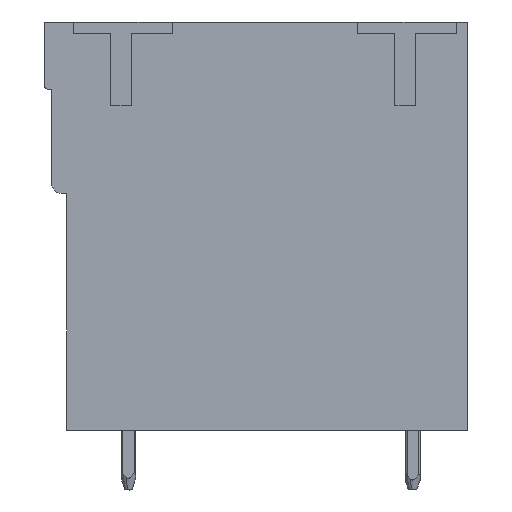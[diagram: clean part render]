
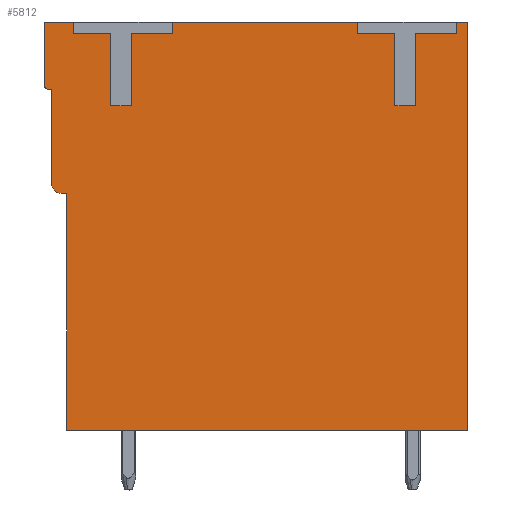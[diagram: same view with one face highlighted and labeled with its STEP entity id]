
A CAD part, left-side view. The second image highlights one B-rep face of the part: STEP entity #5812.
In plain terms, the highlighted planar face has unit normal (-1, 0, 0).
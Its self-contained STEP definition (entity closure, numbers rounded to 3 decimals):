
#5641=AXIS2_PLACEMENT_3D('Plane Axis2P3D',#5638,#5639,#5640) ;
#5699=AXIS2_PLACEMENT_3D('Circle Axis2P3D',#5697,#5698,$) ;
#5720=AXIS2_PLACEMENT_3D('Circle Axis2P3D',#5718,#5719,$) ;
#913=CARTESIAN_POINT('Vertex',(0.3,0.,3.2)) ;
#916=CARTESIAN_POINT('Line Origine',(0.3,10.75,3.2)) ;
#920=CARTESIAN_POINT('Vertex',(0.3,21.5,3.2)) ;
#2437=CARTESIAN_POINT('Vertex',(0.3,15.84,25.1)) ;
#2442=CARTESIAN_POINT('Line Origine',(0.3,10.87,25.1)) ;
#2446=CARTESIAN_POINT('Vertex',(0.3,5.9,25.1)) ;
#2467=CARTESIAN_POINT('Vertex',(0.3,0.6,25.1)) ;
#2470=CARTESIAN_POINT('Line Origine',(0.3,0.3,25.1)) ;
#2474=CARTESIAN_POINT('Vertex',(0.3,0.,25.1)) ;
#2551=CARTESIAN_POINT('Vertex',(0.3,22.7,25.1)) ;
#2554=CARTESIAN_POINT('Line Origine',(0.3,21.92,25.1)) ;
#2558=CARTESIAN_POINT('Vertex',(0.3,21.14,25.1)) ;
#4965=CARTESIAN_POINT('Line Origine',(0.3,0.,14.15)) ;
#5638=CARTESIAN_POINT('Axis2P3D Location',(0.3,0.,0.)) ;
#5643=CARTESIAN_POINT('Line Origine',(0.3,15.84,24.8)) ;
#5647=CARTESIAN_POINT('Vertex',(0.3,15.84,24.5)) ;
#5650=CARTESIAN_POINT('Line Origine',(0.3,16.94,24.5)) ;
#5654=CARTESIAN_POINT('Vertex',(0.3,18.04,24.5)) ;
#5657=CARTESIAN_POINT('Line Origine',(0.3,18.04,22.55)) ;
#5661=CARTESIAN_POINT('Vertex',(0.3,18.04,20.6)) ;
#5664=CARTESIAN_POINT('Line Origine',(0.3,18.59,20.6)) ;
#5668=CARTESIAN_POINT('Vertex',(0.3,19.14,20.6)) ;
#5671=CARTESIAN_POINT('Line Origine',(0.3,19.14,22.55)) ;
#5675=CARTESIAN_POINT('Vertex',(0.3,19.14,24.5)) ;
#5678=CARTESIAN_POINT('Line Origine',(0.3,20.14,24.5)) ;
#5682=CARTESIAN_POINT('Vertex',(0.3,21.14,24.5)) ;
#5685=CARTESIAN_POINT('Line Origine',(0.3,21.14,24.8)) ;
#5690=CARTESIAN_POINT('Line Origine',(0.3,22.7,23.4)) ;
#5694=CARTESIAN_POINT('Vertex',(0.3,22.7,21.7)) ;
#5697=CARTESIAN_POINT('Axis2P3D Location',(0.3,22.5,21.7)) ;
#5701=CARTESIAN_POINT('Vertex',(0.3,22.5,21.5)) ;
#5704=CARTESIAN_POINT('Line Origine',(0.3,22.4,21.5)) ;
#5708=CARTESIAN_POINT('Vertex',(0.3,22.3,21.5)) ;
#5711=CARTESIAN_POINT('Line Origine',(0.3,22.3,18.95)) ;
#5715=CARTESIAN_POINT('Vertex',(0.3,22.3,16.4)) ;
#5718=CARTESIAN_POINT('Axis2P3D Location',(0.3,21.8,16.4)) ;
#5722=CARTESIAN_POINT('Vertex',(0.3,21.8,15.9)) ;
#5725=CARTESIAN_POINT('Line Origine',(0.3,21.65,15.9)) ;
#5729=CARTESIAN_POINT('Vertex',(0.3,21.5,15.9)) ;
#5732=CARTESIAN_POINT('Line Origine',(0.3,21.5,9.55)) ;
#5737=CARTESIAN_POINT('Line Origine',(0.3,0.6,24.8)) ;
#5741=CARTESIAN_POINT('Vertex',(0.3,0.6,24.5)) ;
#5744=CARTESIAN_POINT('Line Origine',(0.3,1.7,24.5)) ;
#5748=CARTESIAN_POINT('Vertex',(0.3,2.8,24.5)) ;
#5751=CARTESIAN_POINT('Line Origine',(0.3,2.8,22.55)) ;
#5755=CARTESIAN_POINT('Vertex',(0.3,2.8,20.6)) ;
#5758=CARTESIAN_POINT('Line Origine',(0.3,3.35,20.6)) ;
#5762=CARTESIAN_POINT('Vertex',(0.3,3.9,20.6)) ;
#5765=CARTESIAN_POINT('Line Origine',(0.3,3.9,22.55)) ;
#5769=CARTESIAN_POINT('Vertex',(0.3,3.9,24.5)) ;
#5772=CARTESIAN_POINT('Line Origine',(0.3,4.9,24.5)) ;
#5776=CARTESIAN_POINT('Vertex',(0.3,5.9,24.5)) ;
#5779=CARTESIAN_POINT('Line Origine',(0.3,5.9,24.8)) ;
#917=DIRECTION('Vector Direction',(0.,1.,0.)) ;
#2443=DIRECTION('Vector Direction',(0.,-1.,0.)) ;
#2471=DIRECTION('Vector Direction',(0.,-1.,0.)) ;
#2555=DIRECTION('Vector Direction',(0.,-1.,0.)) ;
#4966=DIRECTION('Vector Direction',(0.,0.,-1.)) ;
#5639=DIRECTION('Axis2P3D Direction',(-1.,0.,0.)) ;
#5640=DIRECTION('Axis2P3D XDirection',(0.,0.,1.)) ;
#5644=DIRECTION('Vector Direction',(0.,0.,-1.)) ;
#5651=DIRECTION('Vector Direction',(0.,1.,0.)) ;
#5658=DIRECTION('Vector Direction',(0.,0.,-1.)) ;
#5665=DIRECTION('Vector Direction',(0.,1.,0.)) ;
#5672=DIRECTION('Vector Direction',(0.,0.,1.)) ;
#5679=DIRECTION('Vector Direction',(0.,1.,0.)) ;
#5686=DIRECTION('Vector Direction',(0.,0.,1.)) ;
#5691=DIRECTION('Vector Direction',(0.,0.,1.)) ;
#5698=DIRECTION('Axis2P3D Direction',(-1.,0.,0.)) ;
#5705=DIRECTION('Vector Direction',(0.,1.,0.)) ;
#5712=DIRECTION('Vector Direction',(0.,0.,1.)) ;
#5719=DIRECTION('Axis2P3D Direction',(-1.,0.,0.)) ;
#5726=DIRECTION('Vector Direction',(0.,1.,0.)) ;
#5733=DIRECTION('Vector Direction',(0.,0.,1.)) ;
#5738=DIRECTION('Vector Direction',(0.,0.,-1.)) ;
#5745=DIRECTION('Vector Direction',(0.,1.,0.)) ;
#5752=DIRECTION('Vector Direction',(0.,0.,-1.)) ;
#5759=DIRECTION('Vector Direction',(0.,1.,0.)) ;
#5766=DIRECTION('Vector Direction',(0.,0.,1.)) ;
#5773=DIRECTION('Vector Direction',(0.,1.,0.)) ;
#5780=DIRECTION('Vector Direction',(0.,0.,1.)) ;
#918=VECTOR('Line Direction',#917,1.) ;
#2444=VECTOR('Line Direction',#2443,1.) ;
#2472=VECTOR('Line Direction',#2471,1.) ;
#2556=VECTOR('Line Direction',#2555,1.) ;
#4967=VECTOR('Line Direction',#4966,1.) ;
#5645=VECTOR('Line Direction',#5644,1.) ;
#5652=VECTOR('Line Direction',#5651,1.) ;
#5659=VECTOR('Line Direction',#5658,1.) ;
#5666=VECTOR('Line Direction',#5665,1.) ;
#5673=VECTOR('Line Direction',#5672,1.) ;
#5680=VECTOR('Line Direction',#5679,1.) ;
#5687=VECTOR('Line Direction',#5686,1.) ;
#5692=VECTOR('Line Direction',#5691,1.) ;
#5706=VECTOR('Line Direction',#5705,1.) ;
#5713=VECTOR('Line Direction',#5712,1.) ;
#5727=VECTOR('Line Direction',#5726,1.) ;
#5734=VECTOR('Line Direction',#5733,1.) ;
#5739=VECTOR('Line Direction',#5738,1.) ;
#5746=VECTOR('Line Direction',#5745,1.) ;
#5753=VECTOR('Line Direction',#5752,1.) ;
#5760=VECTOR('Line Direction',#5759,1.) ;
#5767=VECTOR('Line Direction',#5766,1.) ;
#5774=VECTOR('Line Direction',#5773,1.) ;
#5781=VECTOR('Line Direction',#5780,1.) ;
#5785=ORIENTED_EDGE('',*,*,#2448,.T.) ;
#5786=ORIENTED_EDGE('',*,*,#5649,.F.) ;
#5787=ORIENTED_EDGE('',*,*,#5656,.F.) ;
#5788=ORIENTED_EDGE('',*,*,#5663,.F.) ;
#5789=ORIENTED_EDGE('',*,*,#5670,.F.) ;
#5790=ORIENTED_EDGE('',*,*,#5677,.F.) ;
#5791=ORIENTED_EDGE('',*,*,#5684,.F.) ;
#5792=ORIENTED_EDGE('',*,*,#5689,.F.) ;
#5793=ORIENTED_EDGE('',*,*,#2560,.T.) ;
#5794=ORIENTED_EDGE('',*,*,#5696,.T.) ;
#5795=ORIENTED_EDGE('',*,*,#5703,.T.) ;
#5796=ORIENTED_EDGE('',*,*,#5710,.T.) ;
#5797=ORIENTED_EDGE('',*,*,#5717,.T.) ;
#5798=ORIENTED_EDGE('',*,*,#5724,.T.) ;
#5799=ORIENTED_EDGE('',*,*,#5731,.T.) ;
#5800=ORIENTED_EDGE('',*,*,#5736,.T.) ;
#5801=ORIENTED_EDGE('',*,*,#922,.T.) ;
#5802=ORIENTED_EDGE('',*,*,#4969,.T.) ;
#5803=ORIENTED_EDGE('',*,*,#2476,.T.) ;
#5804=ORIENTED_EDGE('',*,*,#5743,.F.) ;
#5805=ORIENTED_EDGE('',*,*,#5750,.F.) ;
#5806=ORIENTED_EDGE('',*,*,#5757,.F.) ;
#5807=ORIENTED_EDGE('',*,*,#5764,.F.) ;
#5808=ORIENTED_EDGE('',*,*,#5771,.F.) ;
#5809=ORIENTED_EDGE('',*,*,#5778,.F.) ;
#5810=ORIENTED_EDGE('',*,*,#5783,.F.) ;
#5812=ADVANCED_FACE('HOUSING',(#5811),#5642,.T.) ;
#5700=CIRCLE('generated circle',#5699,0.2) ;
#5721=CIRCLE('generated circle',#5720,0.5) ;
#922=EDGE_CURVE('',#921,#914,#919,.F.) ;
#2448=EDGE_CURVE('',#2447,#2438,#2445,.F.) ;
#2476=EDGE_CURVE('',#2475,#2468,#2473,.F.) ;
#2560=EDGE_CURVE('',#2559,#2552,#2557,.F.) ;
#4969=EDGE_CURVE('',#914,#2475,#4968,.F.) ;
#5649=EDGE_CURVE('',#5648,#2438,#5646,.F.) ;
#5656=EDGE_CURVE('',#5655,#5648,#5653,.F.) ;
#5663=EDGE_CURVE('',#5662,#5655,#5660,.F.) ;
#5670=EDGE_CURVE('',#5669,#5662,#5667,.F.) ;
#5677=EDGE_CURVE('',#5676,#5669,#5674,.F.) ;
#5684=EDGE_CURVE('',#5683,#5676,#5681,.F.) ;
#5689=EDGE_CURVE('',#2559,#5683,#5688,.F.) ;
#5696=EDGE_CURVE('',#2552,#5695,#5693,.F.) ;
#5703=EDGE_CURVE('',#5695,#5702,#5700,.T.) ;
#5710=EDGE_CURVE('',#5702,#5709,#5707,.F.) ;
#5717=EDGE_CURVE('',#5709,#5716,#5714,.F.) ;
#5724=EDGE_CURVE('',#5716,#5723,#5721,.T.) ;
#5731=EDGE_CURVE('',#5723,#5730,#5728,.F.) ;
#5736=EDGE_CURVE('',#5730,#921,#5735,.F.) ;
#5743=EDGE_CURVE('',#5742,#2468,#5740,.F.) ;
#5750=EDGE_CURVE('',#5749,#5742,#5747,.F.) ;
#5757=EDGE_CURVE('',#5756,#5749,#5754,.F.) ;
#5764=EDGE_CURVE('',#5763,#5756,#5761,.F.) ;
#5771=EDGE_CURVE('',#5770,#5763,#5768,.F.) ;
#5778=EDGE_CURVE('',#5777,#5770,#5775,.F.) ;
#5783=EDGE_CURVE('',#2447,#5777,#5782,.F.) ;
#5784=EDGE_LOOP('',(#5785,#5786,#5787,#5788,#5789,#5790,#5791,#5792,#5793,#5794,#5795,#5796,#5797,#5798,#5799,#5800,#5801,#5802,#5803,#5804,#5805,#5806,#5807,#5808,#5809,#5810)) ;
#5811=FACE_OUTER_BOUND('',#5784,.T.) ;
#919=LINE('Line',#916,#918) ;
#2445=LINE('Line',#2442,#2444) ;
#2473=LINE('Line',#2470,#2472) ;
#2557=LINE('Line',#2554,#2556) ;
#4968=LINE('Line',#4965,#4967) ;
#5646=LINE('Line',#5643,#5645) ;
#5653=LINE('Line',#5650,#5652) ;
#5660=LINE('Line',#5657,#5659) ;
#5667=LINE('Line',#5664,#5666) ;
#5674=LINE('Line',#5671,#5673) ;
#5681=LINE('Line',#5678,#5680) ;
#5688=LINE('Line',#5685,#5687) ;
#5693=LINE('Line',#5690,#5692) ;
#5707=LINE('Line',#5704,#5706) ;
#5714=LINE('Line',#5711,#5713) ;
#5728=LINE('Line',#5725,#5727) ;
#5735=LINE('Line',#5732,#5734) ;
#5740=LINE('Line',#5737,#5739) ;
#5747=LINE('Line',#5744,#5746) ;
#5754=LINE('Line',#5751,#5753) ;
#5761=LINE('Line',#5758,#5760) ;
#5768=LINE('Line',#5765,#5767) ;
#5775=LINE('Line',#5772,#5774) ;
#5782=LINE('Line',#5779,#5781) ;
#5642=PLANE('',#5641) ;
#914=VERTEX_POINT('',#913) ;
#921=VERTEX_POINT('',#920) ;
#2438=VERTEX_POINT('',#2437) ;
#2447=VERTEX_POINT('',#2446) ;
#2468=VERTEX_POINT('',#2467) ;
#2475=VERTEX_POINT('',#2474) ;
#2552=VERTEX_POINT('',#2551) ;
#2559=VERTEX_POINT('',#2558) ;
#5648=VERTEX_POINT('',#5647) ;
#5655=VERTEX_POINT('',#5654) ;
#5662=VERTEX_POINT('',#5661) ;
#5669=VERTEX_POINT('',#5668) ;
#5676=VERTEX_POINT('',#5675) ;
#5683=VERTEX_POINT('',#5682) ;
#5695=VERTEX_POINT('',#5694) ;
#5702=VERTEX_POINT('',#5701) ;
#5709=VERTEX_POINT('',#5708) ;
#5716=VERTEX_POINT('',#5715) ;
#5723=VERTEX_POINT('',#5722) ;
#5730=VERTEX_POINT('',#5729) ;
#5742=VERTEX_POINT('',#5741) ;
#5749=VERTEX_POINT('',#5748) ;
#5756=VERTEX_POINT('',#5755) ;
#5763=VERTEX_POINT('',#5762) ;
#5770=VERTEX_POINT('',#5769) ;
#5777=VERTEX_POINT('',#5776) ;
